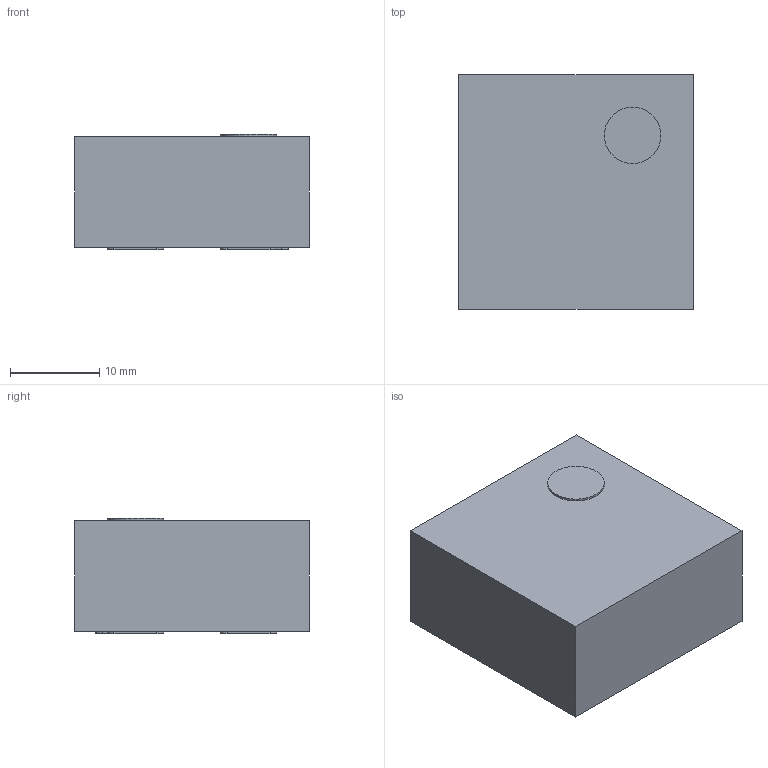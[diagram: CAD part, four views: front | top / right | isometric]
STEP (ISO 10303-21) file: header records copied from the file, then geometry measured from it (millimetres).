
FILE_DESCRIPTION(/* description */ (''),/* implementation_level */ '2;1');
FILE_NAME(/* name */ 'BD2327N50100AHF_1_Shrinkwrap_2.stp',/* time_stamp */ '2022-01-25T08:52:03-05:00',/* author */ ('sjohnson'),/* organization */ (''),/* preprocessor_version */ 'ST-DEVELOPER v18.1',/* originating_system */ 'Autodesk Inventor 2021',/* authorisation */ '');
FILE_SCHEMA (('AUTOMOTIVE_DESIGN { 1 0 10303 214 3 1 1 }'));
Length unit declared in the file: inch
Products named in the file (1): BD2327N50100AHF_1_Shrinkwrap_2
Bounding box: 26.37 x 26.37 x 12.95 mm (x, y, z)
Volume: 8706.2 mm3; surface area: 2734 mm2
Topology: 1 solids, 1 shells, 44 faces, 113 edges, 76 vertices
Faces by surface type: plane 27, cylinder 17
Full cylindrical faces by diameter (mm): 6.35 x1
Entity records: 1454 total; most frequent: DIRECTION 239, CARTESIAN_POINT 234, ORIENTED_EDGE 226, EDGE_CURVE 113, AXIS2_PLACEMENT_3D 81, LINE 77, VECTOR 77, VERTEX_POINT 76
